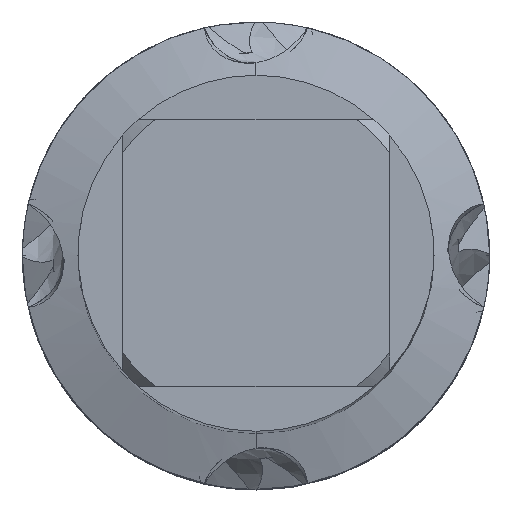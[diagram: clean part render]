
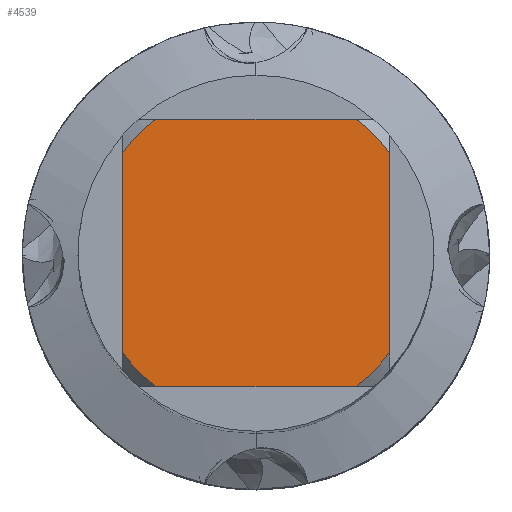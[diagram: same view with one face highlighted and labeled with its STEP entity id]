
A CAD part, top view. The second image highlights one B-rep face of the part: STEP entity #4539.
In plain terms, the highlighted planar face has unit normal (0, 0, 1).
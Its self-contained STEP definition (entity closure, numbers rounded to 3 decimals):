
#1999=VERTEX_POINT('',#5774);
#2823=VERTEX_POINT('',#6671);
#3301=EDGE_CURVE('',#4057,#1999,#7186,.T.);
#3559=VERTEX_POINT('',#7466);
#3829=EDGE_CURVE('',#2823,#3559,#7761,.T.);
#3831=EDGE_CURVE('',#5431,#3559,#7763,.T.);
#4057=VERTEX_POINT('',#8009);
#4149=EDGE_CURVE('',#4057,#4373,#8113,.T.);
#4313=VERTEX_POINT('',#8289);
#4373=VERTEX_POINT('',#8359);
#4539=ADVANCED_FACE('',(#8539),#8540,.T.);
#4617=EDGE_CURVE('',#5431,#4313,#8625,.T.);
#5239=EDGE_CURVE('',#5565,#4313,#9301,.T.);
#5321=EDGE_CURVE('',#5565,#4373,#9395,.T.);
#5431=VERTEX_POINT('',#9515);
#5453=EDGE_CURVE('',#2823,#1999,#9537,.T.);
#5565=VERTEX_POINT('',#9661);
#5774=CARTESIAN_POINT('',(-12.0,-9.0,0.0));
#6671=CARTESIAN_POINT('',(-12.0,9.0,0.0));
#7186=CIRCLE('',#15350,15.0);
#7466=CARTESIAN_POINT('',(-9.0,12.0,0.0));
#7761=CIRCLE('',#17181,15.0);
#7763=LINE('',#17184,#17185);
#8009=CARTESIAN_POINT('',(-9.0,-12.0,0.0));
#8113=LINE('',#18029,#18030);
#8289=CARTESIAN_POINT('',(12.0,9.0,0.0));
#8359=CARTESIAN_POINT('',(9.0,-12.0,0.0));
#8539=FACE_OUTER_BOUND('',#19613,.T.);
#8540=PLANE('',#19614);
#8625=CIRCLE('',#19907,15.0);
#9301=LINE('',#22009,#22010);
#9395=CIRCLE('',#22132,15.0);
#9515=CARTESIAN_POINT('',(9.0,12.0,0.0));
#9537=LINE('',#22562,#22563);
#9661=CARTESIAN_POINT('',(12.0,-9.0,0.0));
#15350=AXIS2_PLACEMENT_3D('',#25252,#25253,#25254);
#17181=AXIS2_PLACEMENT_3D('',#25839,#25840,#25841);
#17184=CARTESIAN_POINT('',(0.0,12.0,0.0));
#17185=VECTOR('',#25842,1.0);
#18029=CARTESIAN_POINT('',(0.0,-12.0,0.0));
#18030=VECTOR('',#26216,1.0);
#19613=EDGE_LOOP('',(#26615,#26616,#26617,#26618,#26619,#26620,#26621,#26622));
#19614=AXIS2_PLACEMENT_3D('',#26623,#26624,#26625);
#19907=AXIS2_PLACEMENT_3D('',#26713,#26714,#26715);
#22009=CARTESIAN_POINT('',(12.0,3.75,0.0));
#22010=VECTOR('',#27456,1.0);
#22132=AXIS2_PLACEMENT_3D('',#27583,#27584,#27585);
#22562=CARTESIAN_POINT('',(-12.0,3.75,0.0));
#22563=VECTOR('',#27709,1.0);
#25252=CARTESIAN_POINT('',(0.0,0.0,0.0));
#25253=DIRECTION('',(0.0,0.0,-1.0));
#25254=DIRECTION('',(0.0,1.0,0.0));
#25839=CARTESIAN_POINT('',(0.0,0.0,0.0));
#25840=DIRECTION('',(0.0,0.0,-1.0));
#25841=DIRECTION('',(0.0,1.0,0.0));
#25842=DIRECTION('',(-1.0,0.0,0.0));
#26216=DIRECTION('',(1.0,0.0,0.0));
#26615=ORIENTED_EDGE('',*,*,#5453,.T.);
#26616=ORIENTED_EDGE('',*,*,#3301,.F.);
#26617=ORIENTED_EDGE('',*,*,#4149,.T.);
#26618=ORIENTED_EDGE('',*,*,#5321,.F.);
#26619=ORIENTED_EDGE('',*,*,#5239,.T.);
#26620=ORIENTED_EDGE('',*,*,#4617,.F.);
#26621=ORIENTED_EDGE('',*,*,#3831,.T.);
#26622=ORIENTED_EDGE('',*,*,#3829,.F.);
#26623=CARTESIAN_POINT('',(0.0,7.5,0.0));
#26624=DIRECTION('',(-0.0,0.0,1.0));
#26625=DIRECTION('',(0.0,-1.0,0.0));
#26713=CARTESIAN_POINT('',(0.0,0.0,0.0));
#26714=DIRECTION('',(0.0,0.0,-1.0));
#26715=DIRECTION('',(0.0,1.0,0.0));
#27456=DIRECTION('',(-0.0,1.0,0.0));
#27583=CARTESIAN_POINT('',(0.0,0.0,0.0));
#27584=DIRECTION('',(0.0,0.0,-1.0));
#27585=DIRECTION('',(0.0,1.0,0.0));
#27709=DIRECTION('',(-0.0,-1.0,0.0));
